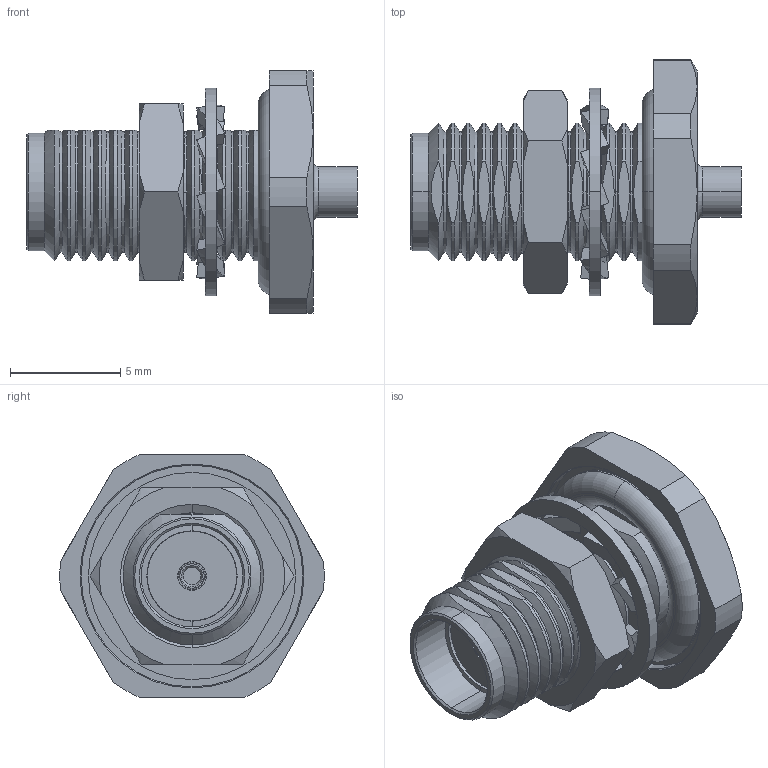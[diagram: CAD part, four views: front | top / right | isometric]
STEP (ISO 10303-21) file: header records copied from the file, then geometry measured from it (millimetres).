
FILE_DESCRIPTION (( 'STEP AP203' ), '1' );
FILE_NAME ('R125.328.117.STEP', '2026-01-13T09:13:28', ( '' ), ( '' ), 'SwSTEP 2.0', 'SolidWorks 2025', '' );
FILE_SCHEMA (( 'CONFIG_CONTROL_DESIGN' ));
Length unit declared in the file: millimetre
Products named in the file (1): R125.328.117
Bounding box: 15 x 11.99 x 11 mm (x, y, z)
Volume: 553.4 mm3; surface area: 903.2 mm2
Topology: 1 solids, 1 shells, 333 faces, 863 edges, 548 vertices
Faces by surface type: cylinder 116, plane 106, cone 103, torus 8
Entity records: 10890 total; most frequent: CARTESIAN_POINT 2850, ORIENTED_EDGE 1726, DIRECTION 1660, EDGE_CURVE 863, AXIS2_PLACEMENT_3D 674, VERTEX_POINT 548, EDGE_LOOP 351, CIRCLE 340
